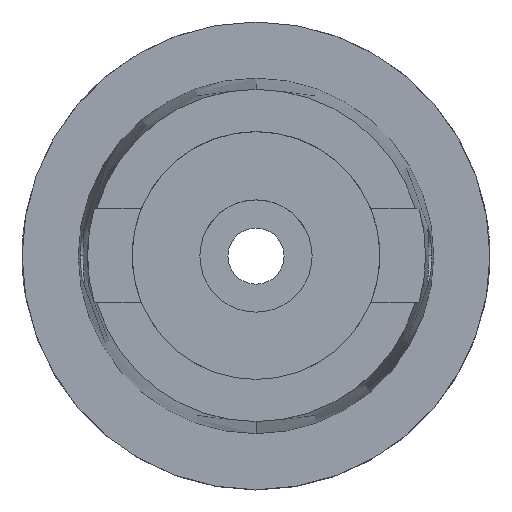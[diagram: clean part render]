
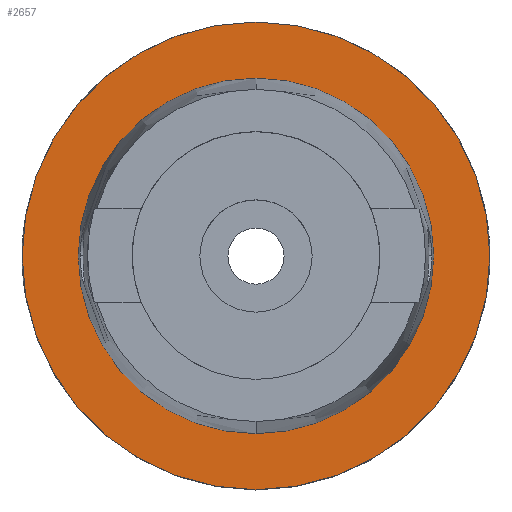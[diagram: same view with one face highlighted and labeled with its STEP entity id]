
A CAD part, top view. The second image highlights one B-rep face of the part: STEP entity #2657.
In plain terms, the highlighted planar face has unit normal (0, 0, 1).
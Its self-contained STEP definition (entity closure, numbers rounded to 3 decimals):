
#346=CARTESIAN_POINT('',(0.,0.,0.));
#347=DIRECTION('',(0.,0.,-1.));
#348=DIRECTION('',(0.,-1.,0.));
#349=AXIS2_PLACEMENT_3D('',#346,#347,#348);
#354=CARTESIAN_POINT('',(0.,0.,0.));
#355=DIRECTION('',(0.,0.,-1.));
#356=DIRECTION('',(0.,1.,0.));
#357=AXIS2_PLACEMENT_3D('',#354,#355,#356);
#362=CARTESIAN_POINT('',(0.,0.,0.));
#363=DIRECTION('',(0.,0.,1.));
#364=DIRECTION('',(0.,-1.,0.));
#365=AXIS2_PLACEMENT_3D('',#362,#363,#364);
#370=CARTESIAN_POINT('',(0.,0.,0.));
#371=DIRECTION('',(0.,0.,1.));
#372=DIRECTION('',(0.,1.,0.));
#373=AXIS2_PLACEMENT_3D('',#370,#371,#372);
#2165=CARTESIAN_POINT('',(0.,38.,0.));
#2166=VERTEX_POINT('',#2165);
#2167=CARTESIAN_POINT('',(0.,-38.,0.));
#2168=VERTEX_POINT('',#2167);
#2175=CARTESIAN_POINT('',(0.,-50.,0.));
#2176=CARTESIAN_POINT('',(0.,50.,0.));
#2177=VERTEX_POINT('',#2175);
#2178=VERTEX_POINT('',#2176);
#2642=CARTESIAN_POINT('',(0.,0.,0.));
#2643=DIRECTION('',(0.,0.,1.));
#2644=DIRECTION('',(0.,1.,0.));
#2645=AXIS2_PLACEMENT_3D('',#2642,#2643,#2644);
#2646=PLANE('',#2645);
#2648=ORIENTED_EDGE('',*,*,#2647,.T.);
#2650=ORIENTED_EDGE('',*,*,#2649,.T.);
#2651=EDGE_LOOP('',(#2648,#2650));
#2652=FACE_OUTER_BOUND('',#2651,.F.);
#2653=ORIENTED_EDGE('',*,*,#2604,.T.);
#2654=ORIENTED_EDGE('',*,*,#2566,.T.);
#2655=EDGE_LOOP('',(#2653,#2654));
#2656=FACE_BOUND('',#2655,.F.);
#350=CIRCLE('',#349,50.);
#358=CIRCLE('',#357,50.);
#366=CIRCLE('',#365,38.);
#374=CIRCLE('',#373,38.);
#2566=EDGE_CURVE('',#2166,#2168,#374,.T.);
#2604=EDGE_CURVE('',#2168,#2166,#366,.T.);
#2647=EDGE_CURVE('',#2177,#2178,#350,.T.);
#2649=EDGE_CURVE('',#2178,#2177,#358,.T.);
#2657=ADVANCED_FACE('',(#2652,#2656),#2646,.T.);
